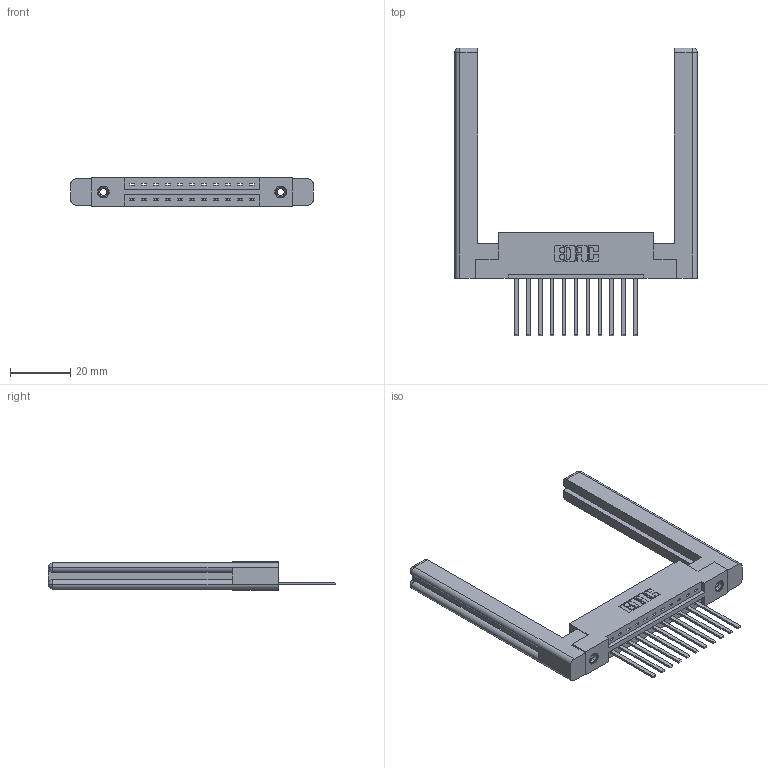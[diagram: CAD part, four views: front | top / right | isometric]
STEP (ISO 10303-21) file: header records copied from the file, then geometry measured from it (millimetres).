
FILE_DESCRIPTION (( 'STEP AP203' ), '1' );
FILE_NAME ('337-011-544-158.STEP', '2019-09-27T23:19:39', ( '' ), ( '' ), 'SwSTEP 2.0', 'SolidWorks 2016', '' );
FILE_SCHEMA (( 'CONFIG_CONTROL_DESIGN' ));
Length unit declared in the file: inch
Products named in the file (5): 337 Part_Flush Mounting Lugs - 0.156 Dia-TI; 345-250-001_345-250-001-102; 337-011-544-158; 345-292-001_345-293-144; 307-220-058
Assembly tree (16 placements, depth 2):
  337-011-544-158
    337 Part_Flush Mounting Lugs - 0.156 Dia-TI
    345-292-001_345-293-144  x11
    345-250-001_345-250-001-102  x2
    307-220-058  x2
Bounding box: 80.21 x 95.38 x 9.4 mm (x, y, z)
Volume: 15238.4 mm3; surface area: 13805.7 mm2
Topology: 16 solids, 16 shells, 872 faces, 2535 edges, 1662 vertices
Faces by surface type: plane 616, cylinder 232, cone 12, torus 12
Entity records: 14636 total; most frequent: CARTESIAN_POINT 2546, ORIENTED_EDGE 2432, DIRECTION 2222, EDGE_CURVE 1216, LINE 1044, VECTOR 1044, VERTEX_POINT 802, AXIS2_PLACEMENT_3D 589
